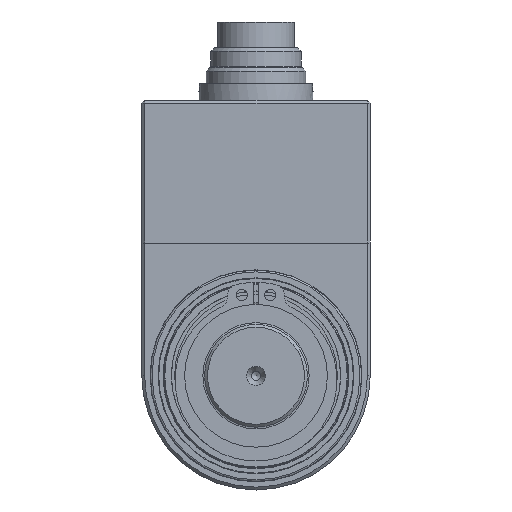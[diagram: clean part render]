
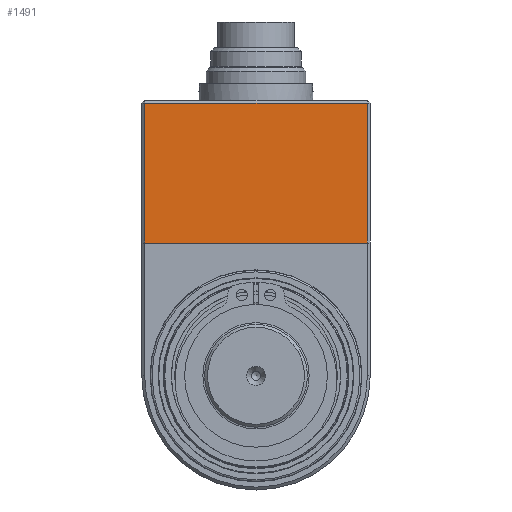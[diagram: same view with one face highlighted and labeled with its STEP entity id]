
A CAD part, left-side view. The second image highlights one B-rep face of the part: STEP entity #1491.
In plain terms, the highlighted planar face has unit normal (-1, 0, 0).
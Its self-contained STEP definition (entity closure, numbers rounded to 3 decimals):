
#1491 = ADVANCED_FACE( '', ( #3020 ), #3021, .F. );
#3020 = FACE_OUTER_BOUND( '', #4774, .T. );
#3021 = PLANE( '', #4775 );
#4774 = EDGE_LOOP( '', ( #7374, #7375, #7376, #7377 ) );
#4775 = AXIS2_PLACEMENT_3D( '', #7378, #7379, #7380 );
#7374 = ORIENTED_EDGE( '', *, *, #9705, .T. );
#7375 = ORIENTED_EDGE( '', *, *, #9594, .T. );
#7376 = ORIENTED_EDGE( '', *, *, #9706, .T. );
#7377 = ORIENTED_EDGE( '', *, *, #9251, .T. );
#7378 = CARTESIAN_POINT( '', ( -35.75, 20., 25. ) );
#7379 = DIRECTION( '', ( 1., 0., 0. ) );
#7380 = DIRECTION( '', ( 0., 0., -1. ) );
#9251 = EDGE_CURVE( '', #10717, #10721, #10723, .T. );
#9594 = EDGE_CURVE( '', #11255, #11257, #11259, .T. );
#9705 = EDGE_CURVE( '', #10721, #11255, #11408, .T. );
#9706 = EDGE_CURVE( '', #11257, #10717, #11409, .T. );
#10717 = VERTEX_POINT( '', #12634 );
#10721 = VERTEX_POINT( '', #12640 );
#10723 = LINE( '', #12643, #12644 );
#11255 = VERTEX_POINT( '', #13283 );
#11257 = VERTEX_POINT( '', #13286 );
#11259 = LINE( '', #13289, #13290 );
#11408 = LINE( '', #13460, #13461 );
#11409 = LINE( '', #13462, #13463 );
#12634 = CARTESIAN_POINT( '', ( -35.75, -19.5, 0. ) );
#12640 = CARTESIAN_POINT( '', ( -35.75, -19.5, 24.5 ) );
#12643 = CARTESIAN_POINT( '', ( -35.75, -19.5, 25. ) );
#12644 = VECTOR( '', #14520, 1000. );
#13283 = CARTESIAN_POINT( '', ( -35.75, 19.5, 24.5 ) );
#13286 = CARTESIAN_POINT( '', ( -35.75, 19.5, 0. ) );
#13289 = CARTESIAN_POINT( '', ( -35.75, 19.5, 25. ) );
#13290 = VECTOR( '', #15029, 1000. );
#13460 = CARTESIAN_POINT( '', ( -35.75, 20., 24.5 ) );
#13461 = VECTOR( '', #15159, 1000. );
#13462 = CARTESIAN_POINT( '', ( -35.75, 20., 0. ) );
#13463 = VECTOR( '', #15160, 1000. );
#14520 = DIRECTION( '', ( 0., 0., 1. ) );
#15029 = DIRECTION( '', ( 0., 0., -1. ) );
#15159 = DIRECTION( '', ( 0., 1., 0. ) );
#15160 = DIRECTION( '', ( 0., -1., 0. ) );
